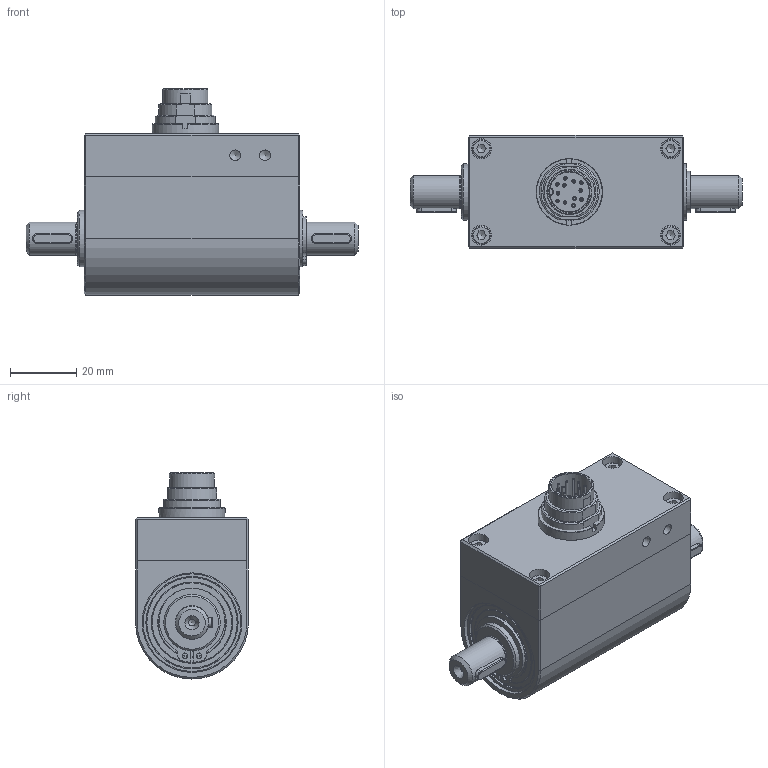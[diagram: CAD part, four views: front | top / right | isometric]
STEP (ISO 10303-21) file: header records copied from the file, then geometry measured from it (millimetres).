
FILE_DESCRIPTION( ( 'Unknown' ), '1' );
FILE_NAME( 'Dr20-1-10Nm.stp', 'Unknown', ( 'Unknown' ), ( 'Unknown' ), 'PSStep 17.0.49', 'Unknown', ' ' );
FILE_SCHEMA( ( 'AUTOMOTIVE_DESIGN { 1 0 10303 214 1 1 1 1 }' ) );
Length unit declared in the file: millimetre
Products named in the file (29): 2075-b01_doc-00057277; 2075-001_doc-00057271; 2075-006_doc-00057281; Sicherungsring DIN 471-17x1-T1; Sicherungsring DIN 471-10x1-T1; Paßfeder A3x3x12 DIN 6885; Paßfeder A3x3x12 DIN 6885-oa0; INA-17x30x7-61903 2Z; 2075-b03_doc-00052389; 2075-003_doc-00052236; Zylinderschraube DIN 912-M3x12; Zylinderschraube DIN 912-M3x12-oa1; Zylinderschraube DIN 912-M3x12-oa2; Zylinderschraube DIN 912-M3x12-oa3; cerl0B20E61Fok6c; Mutter fuer Flanschst_DOC-00098240; 2075-B02_DOC-00084936; 2075-002_doc-00052063; Sicherungsring DIN 472-30x1,2-T1; DIN 625-T1-6200-2Z_10x30x9; Assem1
Assembly tree (28 placements, depth 3):
  Assem1
    2075-b01_doc-00057277
      2075-001_doc-00057271
      2075-006_doc-00057281
      Sicherungsring DIN 471-17x1-T1
      Sicherungsring DIN 471-10x1-T1
      Paßfeder A3x3x12 DIN 6885
      Paßfeder A3x3x12 DIN 6885-oa0
      INA-17x30x7-61903 2Z
      INA-17x30x7-61903 2Z
      INA-17x30x7-61903 2Z
      INA-17x30x7-61903 2Z
      INA-17x30x7-61903 2Z
    2075-b03_doc-00052389
      2075-003_doc-00052236
      Zylinderschraube DIN 912-M3x12
      Zylinderschraube DIN 912-M3x12-oa1
      Zylinderschraube DIN 912-M3x12-oa2
      Zylinderschraube DIN 912-M3x12-oa3
      cerl0B20E61Fok6c
      Mutter fuer Flanschst_DOC-00098240
    2075-B02_DOC-00084936
      2075-002_doc-00052063
      Sicherungsring DIN 472-30x1,2-T1
      DIN 625-T1-6200-2Z_10x30x9
      DIN 625-T1-6200-2Z_10x30x9
      DIN 625-T1-6200-2Z_10x30x9
      DIN 625-T1-6200-2Z_10x30x9
      DIN 625-T1-6200-2Z_10x30x9
Bounding box: 100 x 34 x 62.1 mm (x, y, z)
Volume: 69960.6 mm3; surface area: 45368.3 mm2
Topology: 25 solids, 27 shells, 506 faces, 1085 edges, 696 vertices
Faces by surface type: plane 208, cylinder 165, torus 84, cone 48, bspline 1
Full cylindrical faces by diameter (mm): 0.7 x24, 1.5 x2, 1.7 x2, 2 x4, 2.387 x4, 2.459 x4, 3 x8, 3.242 x6, 3.4 x4, 5.5 x4, 6 x4, 9.5 x1, 9.8 x1, 10 x5, 11.7 x1, 12 x1, 12.85 x1, 13.6 x1, 14.8 x2, 15 x1, 16.2 x1, 16.28 x2, 17 x4, 17.188 x1, 20 x2, 20.4 x2, 20.6 x2, 20.7 x2, 23.56 x2, 24.68 x2
Entity records: 16795 total; most frequent: CARTESIAN_POINT 2337, DIRECTION 2248, ORIENTED_EDGE 1532, AXIS2_PLACEMENT_3D 993, EDGE_LOOP 842, EDGE_CURVE 766, FACE_OUTER_BOUND 687, VERTEX_POINT 630
